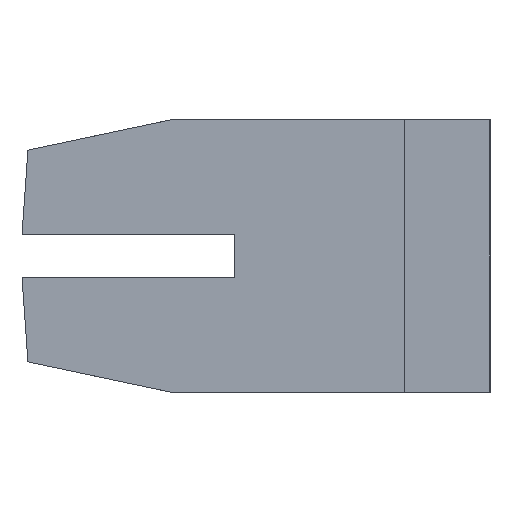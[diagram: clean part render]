
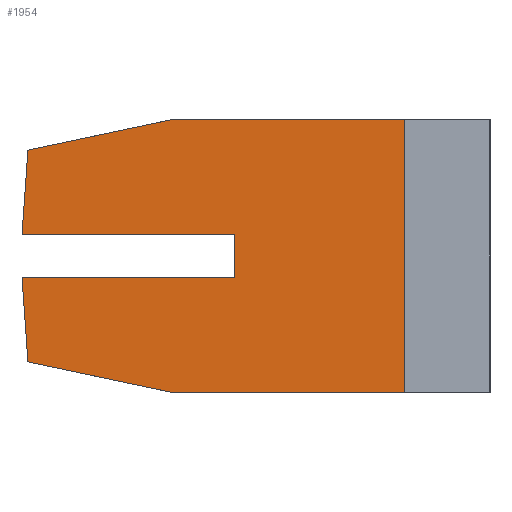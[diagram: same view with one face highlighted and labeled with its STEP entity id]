
A CAD part, left-side view. The second image highlights one B-rep face of the part: STEP entity #1954.
In plain terms, the highlighted free-form (B-spline) face has degree [1, 1] with [2, 2] control points.
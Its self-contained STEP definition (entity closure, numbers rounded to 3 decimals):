
#1439 = VERTEX_POINT('',#1440);
#1440 = CARTESIAN_POINT('',(-68.308,27.323,
    -2.277));
#1445 = EDGE_CURVE('',#1439,#1446,#1448,.T.);
#1446 = VERTEX_POINT('',#1447);
#1447 = CARTESIAN_POINT('',(-68.308,27.323,
    2.277));
#1448 = B_SPLINE_CURVE_WITH_KNOTS('',1,(#1449,#1450),.UNSPECIFIED.,.F.,
  .F.,(2,2),(36.5,41.5),.PIECEWISE_BEZIER_KNOTS.);
#1449 = CARTESIAN_POINT('',(-68.308,27.323,
    -2.277));
#1450 = CARTESIAN_POINT('',(-68.308,27.323,
    2.277));
#1503 = VERTEX_POINT('',#1504);
#1504 = CARTESIAN_POINT('',(-68.308,34.154,
    14.572));
#1509 = EDGE_CURVE('',#1503,#1510,#1512,.T.);
#1510 = VERTEX_POINT('',#1511);
#1511 = CARTESIAN_POINT('',(-68.308,9.108,
    14.572));
#1512 = B_SPLINE_CURVE_WITH_KNOTS('',1,(#1513,#1514),.UNSPECIFIED.,.F.,
  .F.,(2,2),(-37.5,-10.),.PIECEWISE_BEZIER_KNOTS.);
#1513 = CARTESIAN_POINT('',(-68.308,34.154,
    14.572));
#1514 = CARTESIAN_POINT('',(-68.308,9.108,
    14.572));
#1649 = VERTEX_POINT('',#1650);
#1650 = CARTESIAN_POINT('',(-68.308,34.154,
    -14.572));
#1783 = VERTEX_POINT('',#1784);
#1784 = CARTESIAN_POINT('',(-68.308,9.108,
    -14.572));
#1789 = EDGE_CURVE('',#1649,#1783,#1790,.T.);
#1790 = B_SPLINE_CURVE_WITH_KNOTS('',1,(#1791,#1792),.UNSPECIFIED.,.F.,
  .F.,(2,2),(17.5,45.),.PIECEWISE_BEZIER_KNOTS.);
#1791 = CARTESIAN_POINT('',(-68.308,34.154,
    -14.572));
#1792 = CARTESIAN_POINT('',(-68.308,9.108,
    -14.572));
#1954 = ADVANCED_FACE('',(#1955),#2003,.T.);
#1955 = FACE_BOUND('',#1956,.T.);
#1956 = EDGE_LOOP('',(#1957,#1964,#1971,#1976,#1977,#1982,#1983,#1990,
    #1997,#2002));
#1957 = ORIENTED_EDGE('',*,*,#1958,.T.);
#1958 = EDGE_CURVE('',#1439,#1959,#1961,.T.);
#1959 = VERTEX_POINT('',#1960);
#1960 = CARTESIAN_POINT('',(-68.308,50.092,
    -2.277));
#1961 = B_SPLINE_CURVE_WITH_KNOTS('',1,(#1962,#1963),.UNSPECIFIED.,.F.,
  .F.,(2,2),(30.,55.),.PIECEWISE_BEZIER_KNOTS.);
#1962 = CARTESIAN_POINT('',(-68.308,27.323,
    -2.277));
#1963 = CARTESIAN_POINT('',(-68.308,50.092,
    -2.277));
#1964 = ORIENTED_EDGE('',*,*,#1965,.T.);
#1965 = EDGE_CURVE('',#1959,#1966,#1968,.T.);
#1966 = VERTEX_POINT('',#1967);
#1967 = CARTESIAN_POINT('',(-68.308,49.46,
    -11.319));
#1968 = B_SPLINE_CURVE_WITH_KNOTS('',1,(#1969,#1970),.UNSPECIFIED.,.F.,
  .F.,(2,2),(-40.248,-30.296),.PIECEWISE_BEZIER_KNOTS.);
#1969 = CARTESIAN_POINT('',(-68.308,50.092,
    -2.277));
#1970 = CARTESIAN_POINT('',(-68.308,49.46,
    -11.319));
#1971 = ORIENTED_EDGE('',*,*,#1972,.F.);
#1972 = EDGE_CURVE('',#1649,#1966,#1973,.T.);
#1973 = B_SPLINE_CURVE_WITH_KNOTS('',1,(#1974,#1975),.UNSPECIFIED.,.F.,
  .F.,(2,2),(41.463,58.644),.PIECEWISE_BEZIER_KNOTS.);
#1974 = CARTESIAN_POINT('',(-68.308,34.154,
    -14.572));
#1975 = CARTESIAN_POINT('',(-68.308,49.46,
    -11.319));
#1976 = ORIENTED_EDGE('',*,*,#1789,.T.);
#1977 = ORIENTED_EDGE('',*,*,#1978,.T.);
#1978 = EDGE_CURVE('',#1783,#1510,#1979,.T.);
#1979 = B_SPLINE_CURVE_WITH_KNOTS('',1,(#1980,#1981),.UNSPECIFIED.,.F.,
  .F.,(2,2),(23.,55.),.PIECEWISE_BEZIER_KNOTS.);
#1980 = CARTESIAN_POINT('',(-68.308,9.108,
    -14.572));
#1981 = CARTESIAN_POINT('',(-68.308,9.108,
    14.572));
#1982 = ORIENTED_EDGE('',*,*,#1509,.F.);
#1983 = ORIENTED_EDGE('',*,*,#1984,.T.);
#1984 = EDGE_CURVE('',#1503,#1985,#1987,.T.);
#1985 = VERTEX_POINT('',#1986);
#1986 = CARTESIAN_POINT('',(-68.308,49.46,
    11.319));
#1987 = B_SPLINE_CURVE_WITH_KNOTS('',1,(#1988,#1989),.UNSPECIFIED.,.F.,
  .F.,(2,2),(25.245,42.427),.PIECEWISE_BEZIER_KNOTS.);
#1988 = CARTESIAN_POINT('',(-68.308,34.154,
    14.572));
#1989 = CARTESIAN_POINT('',(-68.308,49.46,
    11.319));
#1990 = ORIENTED_EDGE('',*,*,#1991,.F.);
#1991 = EDGE_CURVE('',#1992,#1985,#1994,.T.);
#1992 = VERTEX_POINT('',#1993);
#1993 = CARTESIAN_POINT('',(-68.308,50.092,
    2.277));
#1994 = B_SPLINE_CURVE_WITH_KNOTS('',1,(#1995,#1996),.UNSPECIFIED.,.F.,
  .F.,(2,2),(37.562,47.514),.PIECEWISE_BEZIER_KNOTS.);
#1995 = CARTESIAN_POINT('',(-68.308,50.092,
    2.277));
#1996 = CARTESIAN_POINT('',(-68.308,49.46,
    11.319));
#1997 = ORIENTED_EDGE('',*,*,#1998,.F.);
#1998 = EDGE_CURVE('',#1446,#1992,#1999,.T.);
#1999 = B_SPLINE_CURVE_WITH_KNOTS('',1,(#2000,#2001),.UNSPECIFIED.,.F.,
  .F.,(2,2),(30.,55.),.PIECEWISE_BEZIER_KNOTS.);
#2000 = CARTESIAN_POINT('',(-68.308,27.323,
    2.277));
#2001 = CARTESIAN_POINT('',(-68.308,50.092,
    2.277));
#2002 = ORIENTED_EDGE('',*,*,#1445,.F.);
#2003 = B_SPLINE_SURFACE_WITH_KNOTS('',1,1,(
    (#2004,#2005)
    ,(#2006,#2007
    )),.UNSPECIFIED.,.F.,.F.,.F.,(2,2),(2,2),(23.,55.),(10.,55.),
  .PIECEWISE_BEZIER_KNOTS.);
#2004 = CARTESIAN_POINT('',(-68.308,9.108,
    -14.572));
#2005 = CARTESIAN_POINT('',(-68.308,50.092,
    -14.572));
#2006 = CARTESIAN_POINT('',(-68.308,9.108,
    14.572));
#2007 = CARTESIAN_POINT('',(-68.308,50.092,
    14.572));
